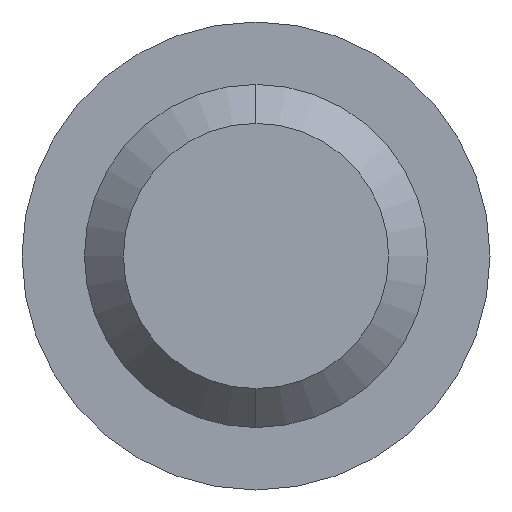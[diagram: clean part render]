
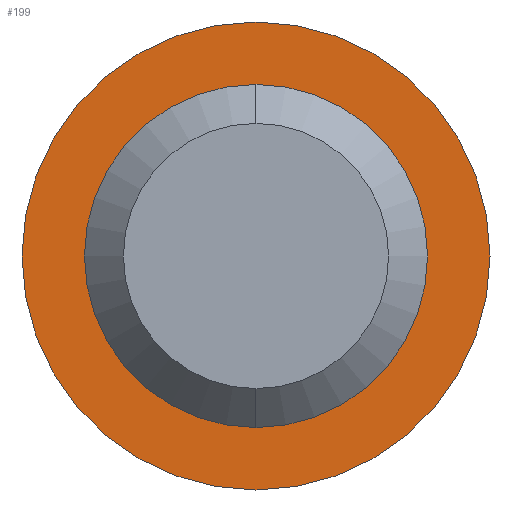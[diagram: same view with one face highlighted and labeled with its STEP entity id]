
A CAD part, left-side view. The second image highlights one B-rep face of the part: STEP entity #199.
In plain terms, the highlighted planar face has unit normal (-1, 0, 0).
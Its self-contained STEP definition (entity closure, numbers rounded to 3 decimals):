
#34 = DIRECTION ( 'NONE',  ( 1., 0., 0. ) ) ;
#48 = ORIENTED_EDGE ( 'NONE', *, *, #343, .T. ) ;
#91 = CARTESIAN_POINT ( 'NONE',  ( -2.5, 0., 4.2 ) ) ;
#93 = EDGE_CURVE ( 'NONE', #543, #203, #518, .T. ) ;
#94 = DIRECTION ( 'NONE',  ( 0., 0., 1. ) ) ;
#100 = DIRECTION ( 'NONE',  ( 0., 0., 1. ) ) ;
#121 = PLANE ( 'NONE',  #246 ) ;
#135 = DIRECTION ( 'NONE',  ( -1., 0., 0. ) ) ;
#147 = VERTEX_POINT ( 'NONE', #331 ) ;
#152 = DIRECTION ( 'NONE',  ( -1., 0., 0. ) ) ;
#161 = CIRCLE ( 'NONE', #266, 6. ) ;
#165 = ORIENTED_EDGE ( 'NONE', *, *, #470, .F. ) ;
#171 = CARTESIAN_POINT ( 'NONE',  ( -2.5, 4.2, 0. ) ) ;
#175 = ORIENTED_EDGE ( 'NONE', *, *, #400, .T. ) ;
#199 = ADVANCED_FACE ( 'NONE', ( #254, #317 ), #121, .F. ) ;
#203 = VERTEX_POINT ( 'NONE', #483 ) ;
#246 = AXIS2_PLACEMENT_3D ( 'NONE', #171, #34, #528 ) ;
#254 = FACE_BOUND ( 'NONE', #593, .T. ) ;
#266 = AXIS2_PLACEMENT_3D ( 'NONE', #353, #135, #357 ) ;
#270 = ORIENTED_EDGE ( 'NONE', *, *, #93, .F. ) ;
#277 = CARTESIAN_POINT ( 'NONE',  ( -2.5, 0., 0. ) ) ;
#297 = AXIS2_PLACEMENT_3D ( 'NONE', #277, #318, #94 ) ;
#317 = FACE_OUTER_BOUND ( 'NONE', #328, .T. ) ;
#318 = DIRECTION ( 'NONE',  ( -1., 0., 0. ) ) ;
#319 = DIRECTION ( 'NONE',  ( -1., 0., 0. ) ) ;
#328 = EDGE_LOOP ( 'NONE', ( #175, #48 ) ) ;
#331 = CARTESIAN_POINT ( 'NONE',  ( -2.5, 0., -6. ) ) ;
#333 = CARTESIAN_POINT ( 'NONE',  ( -2.5, 0., 0. ) ) ;
#343 = EDGE_CURVE ( 'NONE', #147, #591, #161, .T. ) ;
#353 = CARTESIAN_POINT ( 'NONE',  ( -2.5, 0., 0. ) ) ;
#357 = DIRECTION ( 'NONE',  ( 0., 0., 1. ) ) ;
#400 = EDGE_CURVE ( 'NONE', #591, #147, #501, .T. ) ;
#401 = CARTESIAN_POINT ( 'NONE',  ( -2.5, 0., 0. ) ) ;
#417 = CIRCLE ( 'NONE', #297, 4.2 ) ;
#466 = DIRECTION ( 'NONE',  ( 0., 0., 1. ) ) ;
#470 = EDGE_CURVE ( 'NONE', #203, #543, #417, .T. ) ;
#483 = CARTESIAN_POINT ( 'NONE',  ( -2.5, 0., -4.2 ) ) ;
#495 = CARTESIAN_POINT ( 'NONE',  ( -2.5, 0., 6. ) ) ;
#496 = AXIS2_PLACEMENT_3D ( 'NONE', #401, #319, #100 ) ;
#501 = CIRCLE ( 'NONE', #496, 6. ) ;
#518 = CIRCLE ( 'NONE', #525, 4.2 ) ;
#525 = AXIS2_PLACEMENT_3D ( 'NONE', #333, #152, #466 ) ;
#528 = DIRECTION ( 'NONE',  ( 0., 0., -1. ) ) ;
#543 = VERTEX_POINT ( 'NONE', #91 ) ;
#591 = VERTEX_POINT ( 'NONE', #495 ) ;
#593 = EDGE_LOOP ( 'NONE', ( #270, #165 ) ) ;
